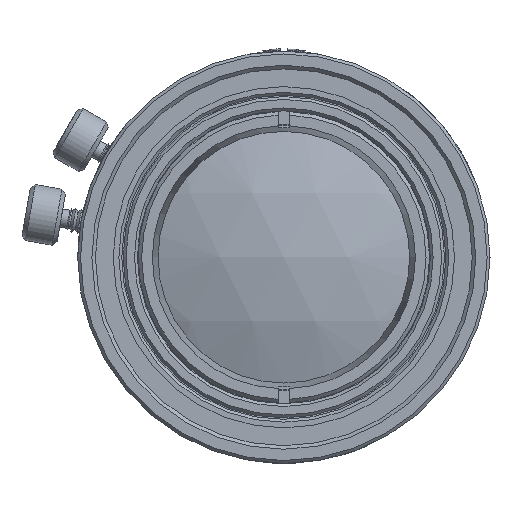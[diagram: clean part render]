
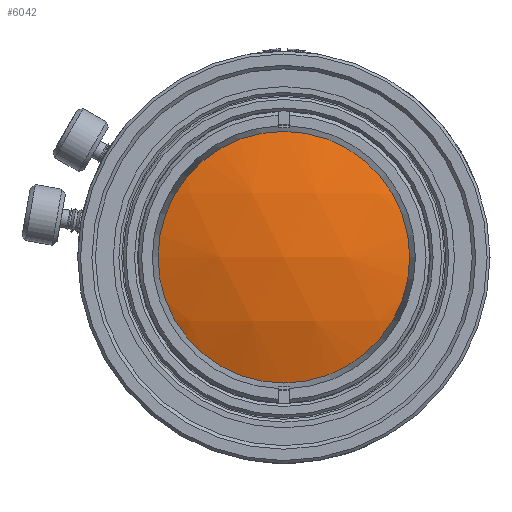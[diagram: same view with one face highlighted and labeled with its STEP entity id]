
A CAD part, left-side view. The second image highlights one B-rep face of the part: STEP entity #6042.
In plain terms, the highlighted spherical face has radius 24.52 mm.
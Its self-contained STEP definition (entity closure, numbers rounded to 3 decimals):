
#32=SPHERICAL_SURFACE('',#6909,24.52);
#1373=FACE_OUTER_BOUND('',#1751,.T.);
#1751=EDGE_LOOP('',(#5521,#5522));
#2270=CIRCLE('',#6895,8.85);
#2271=CIRCLE('',#6896,8.85);
#2889=VERTEX_POINT('',#11278);
#2890=VERTEX_POINT('',#11279);
#3775=EDGE_CURVE('',#2889,#2890,#2270,.T.);
#3777=EDGE_CURVE('',#2890,#2889,#2271,.T.);
#5521=ORIENTED_EDGE('',*,*,#3775,.F.);
#5522=ORIENTED_EDGE('',*,*,#3777,.F.);
#6042=ADVANCED_FACE('',(#1373),#32,.T.);
#6895=AXIS2_PLACEMENT_3D('',#11280,#8858,#8859);
#6896=AXIS2_PLACEMENT_3D('',#11282,#8861,#8862);
#6909=AXIS2_PLACEMENT_3D('',#11316,#8900,#8901);
#8858=DIRECTION('center_axis',(1.,0.,0.));
#8859=DIRECTION('ref_axis',(0.,0.,-1.));
#8861=DIRECTION('center_axis',(1.,0.,0.));
#8862=DIRECTION('ref_axis',(0.,0.,-1.));
#8900=DIRECTION('center_axis',(0.,0.,1.));
#8901=DIRECTION('ref_axis',(-1.,0.006,0.));
#11278=CARTESIAN_POINT('',(9.251,8.716,1.537));
#11279=CARTESIAN_POINT('',(9.251,-8.85,0.));
#11280=CARTESIAN_POINT('Origin',(9.251,0.,0.));
#11282=CARTESIAN_POINT('Origin',(9.251,0.,0.));
#11316=CARTESIAN_POINT('Origin',(32.119,0.,0.));
